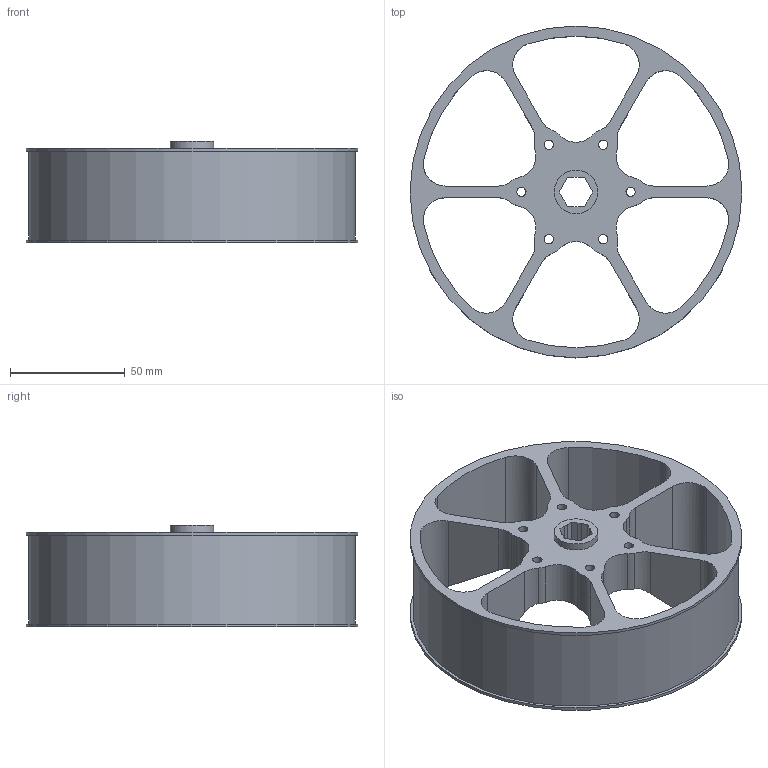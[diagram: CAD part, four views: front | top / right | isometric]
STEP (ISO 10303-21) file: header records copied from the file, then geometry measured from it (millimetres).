
FILE_DESCRIPTION (( 'STEP AP214' ), '1' );
FILE_NAME ('am-4177 6in Perf 1.5wide 500 Hex.STEP', '2019-10-11T14:12:40', ( '' ), ( '' ), 'SwSTEP 2.0', 'SolidWorks 2019', '' );
FILE_SCHEMA (( 'AUTOMOTIVE_DESIGN' ));
Length unit declared in the file: inch
Products named in the file (1): am-4177 6in Perf 1.5wide 500 Hex
Bounding box: 144.78 x 144.78 x 44.45 mm (x, y, z)
Volume: 143870 mm3; surface area: 63658.5 mm2
Topology: 1 solids, 1 shells, 101 faces, 304 edges, 203 vertices
Faces by surface type: cylinder 64, plane 30, torus 6, cone 1
Full cylindrical faces by diameter (mm): 4.039 x6, 19.05 x1, 142.24 x1, 144.78 x2
Entity records: 3932 total; most frequent: CARTESIAN_POINT 1086, ORIENTED_EDGE 582, DIRECTION 552, EDGE_CURVE 291, AXIS2_PLACEMENT_3D 219, VERTEX_POINT 201, EDGE_LOOP 136, CIRCLE 117
